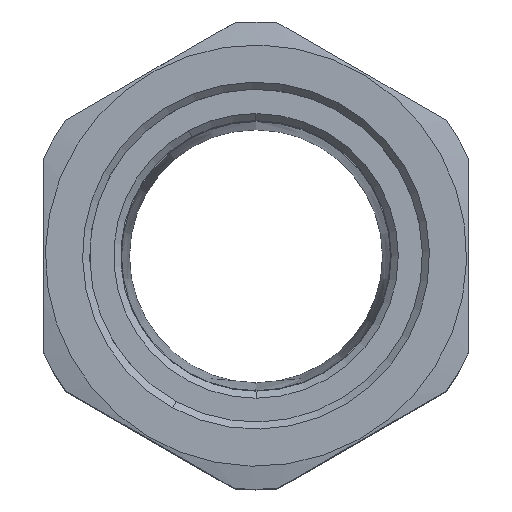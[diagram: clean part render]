
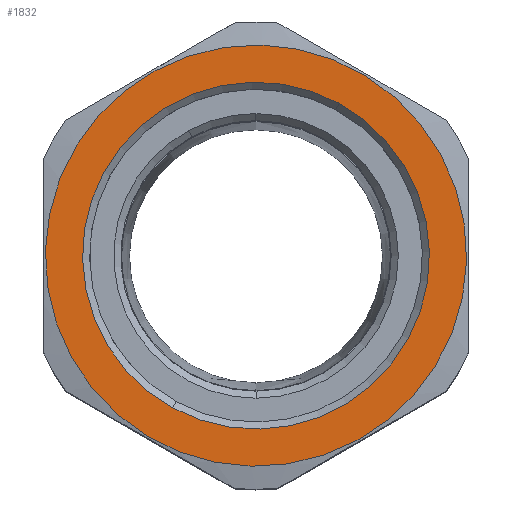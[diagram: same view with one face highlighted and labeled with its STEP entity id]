
A CAD part, top view. The second image highlights one B-rep face of the part: STEP entity #1832.
In plain terms, the highlighted planar face has unit normal (0, 0, 1).
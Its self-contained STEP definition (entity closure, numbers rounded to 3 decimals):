
#1703=AXIS2_PLACEMENT_3D('Circle Axis2P3D',#1701,#1702,$) ;
#1734=AXIS2_PLACEMENT_3D('Circle Axis2P3D',#1732,#1733,$) ;
#1808=AXIS2_PLACEMENT_3D('Plane Axis2P3D',#1805,#1806,#1807) ;
#1816=AXIS2_PLACEMENT_3D('Circle Axis2P3D',#1814,#1815,$) ;
#1825=AXIS2_PLACEMENT_3D('Circle Axis2P3D',#1823,#1824,$) ;
#1698=CARTESIAN_POINT('Vertex',(14.521,7.594,75.25)) ;
#1701=CARTESIAN_POINT('Axis2P3D Location',(30.,33.,75.25)) ;
#1705=CARTESIAN_POINT('Vertex',(45.479,58.406,75.25)) ;
#1732=CARTESIAN_POINT('Axis2P3D Location',(30.,33.,75.25)) ;
#1805=CARTESIAN_POINT('Axis2P3D Location',(30.,33.,75.25)) ;
#1814=CARTESIAN_POINT('Axis2P3D Location',(30.,33.,75.25)) ;
#1818=CARTESIAN_POINT('Vertex',(41.746,54.501,75.25)) ;
#1820=CARTESIAN_POINT('Vertex',(18.254,11.499,75.25)) ;
#1823=CARTESIAN_POINT('Axis2P3D Location',(30.,33.,75.25)) ;
#1702=DIRECTION('Axis2P3D Direction',(0.,0.,-1.)) ;
#1733=DIRECTION('Axis2P3D Direction',(0.,0.,-1.)) ;
#1806=DIRECTION('Axis2P3D Direction',(0.,0.,-1.)) ;
#1807=DIRECTION('Axis2P3D XDirection',(0.,-1.,0.)) ;
#1815=DIRECTION('Axis2P3D Direction',(0.,0.,-1.)) ;
#1824=DIRECTION('Axis2P3D Direction',(0.,0.,-1.)) ;
#1811=ORIENTED_EDGE('',*,*,#1736,.T.) ;
#1812=ORIENTED_EDGE('',*,*,#1707,.T.) ;
#1829=ORIENTED_EDGE('',*,*,#1822,.T.) ;
#1830=ORIENTED_EDGE('',*,*,#1827,.T.) ;
#1831=FACE_BOUND('',#1828,.T.) ;
#1832=ADVANCED_FACE('Part1.1\\Koerper.2',(#1813,#1831),#1809,.F.) ;
#1704=CIRCLE('generated circle',#1703,29.75) ;
#1735=CIRCLE('generated circle',#1734,29.75) ;
#1817=CIRCLE('generated circle',#1816,24.5) ;
#1826=CIRCLE('generated circle',#1825,24.5) ;
#1707=EDGE_CURVE('',#1706,#1699,#1704,.F.) ;
#1736=EDGE_CURVE('',#1699,#1706,#1735,.F.) ;
#1822=EDGE_CURVE('',#1819,#1821,#1817,.T.) ;
#1827=EDGE_CURVE('',#1821,#1819,#1826,.T.) ;
#1810=EDGE_LOOP('',(#1811,#1812)) ;
#1828=EDGE_LOOP('',(#1829,#1830)) ;
#1813=FACE_OUTER_BOUND('',#1810,.T.) ;
#1809=PLANE('',#1808) ;
#1699=VERTEX_POINT('',#1698) ;
#1706=VERTEX_POINT('',#1705) ;
#1819=VERTEX_POINT('',#1818) ;
#1821=VERTEX_POINT('',#1820) ;
